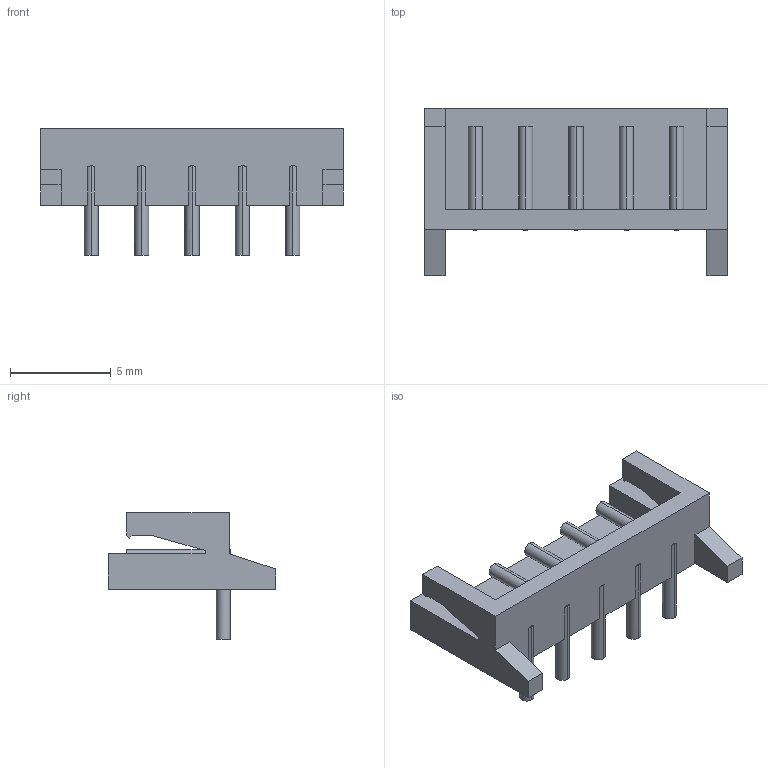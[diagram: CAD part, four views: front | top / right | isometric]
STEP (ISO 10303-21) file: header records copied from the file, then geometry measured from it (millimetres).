
FILE_DESCRIPTION (( 'STEP AP214' ), '1' );
FILE_NAME ('JS-1132R-5.STEP', '2007-11-28T01:05:02', ( 'Chinese User' ), ( 'Chinese ORG' ), 'SwSTEP 2.0', 'SolidWorks 2008', '' );
FILE_SCHEMA (( 'AUTOMOTIVE_DESIGN' ));
Length unit declared in the file: millimetre
Products named in the file (1): JS-1132R-5
Bounding box: 15 x 8.3 x 6.3 mm (x, y, z)
Volume: 124.9 mm3; surface area: 465 mm2
Topology: 1 solids, 1 shells, 70 faces, 184 edges, 121 vertices
Faces by surface type: plane 40, cylinder 30
Entity records: 2929 total; most frequent: CARTESIAN_POINT 406, ORIENTED_EDGE 368, DIRECTION 366, EDGE_CURVE 184, LINE 124, VECTOR 124, AXIS2_PLACEMENT_3D 121, VERTEX_POINT 121
